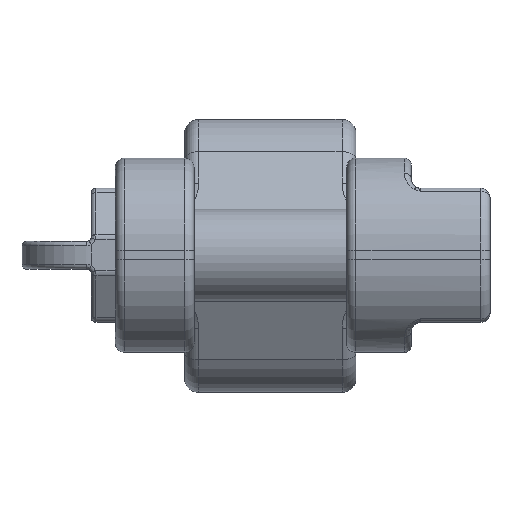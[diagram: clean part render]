
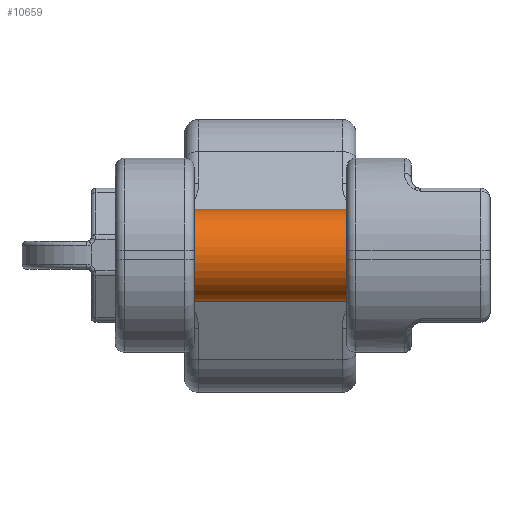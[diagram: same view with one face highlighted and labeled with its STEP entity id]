
A CAD part, top view. The second image highlights one B-rep face of the part: STEP entity #10659.
In plain terms, the highlighted cylindrical face has radius 10 mm (diameter 20 mm), a partial arc.
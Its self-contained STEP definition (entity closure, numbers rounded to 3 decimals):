
#1858=CARTESIAN_POINT('',(-16.5,0.,96.));
#1859=DIRECTION('',(1.,0.,0.));
#1860=DIRECTION('',(0.,1.,0.));
#1861=AXIS2_PLACEMENT_3D('',#1858,#1859,#1860);
#1923=DIRECTION('',(1.,0.,0.));
#1924=VECTOR('',#1923,33.);
#1925=CARTESIAN_POINT('',(-16.5,-10.,96.));
#1926=LINE('',#1925,#1924);
#1927=DIRECTION('',(1.,0.,0.));
#1928=VECTOR('',#1927,33.);
#1929=CARTESIAN_POINT('',(-16.5,10.,96.));
#1930=LINE('',#1929,#1928);
#1936=CARTESIAN_POINT('',(16.5,0.,96.));
#1937=DIRECTION('',(1.,0.,0.));
#1938=DIRECTION('',(0.,1.,0.));
#1939=AXIS2_PLACEMENT_3D('',#1936,#1937,#1938);
#6980=CARTESIAN_POINT('',(-16.5,-10.,96.));
#6981=CARTESIAN_POINT('',(-16.5,10.,96.));
#6982=VERTEX_POINT('',#6980);
#6983=VERTEX_POINT('',#6981);
#6984=CARTESIAN_POINT('',(16.5,-10.,96.));
#6985=CARTESIAN_POINT('',(16.5,10.,96.));
#6986=VERTEX_POINT('',#6984);
#6987=VERTEX_POINT('',#6985);
#10647=CARTESIAN_POINT('',(-16.5,0.,96.));
#10648=DIRECTION('',(1.,0.,0.));
#10649=DIRECTION('',(0.,-1.,0.));
#10650=AXIS2_PLACEMENT_3D('',#10647,#10648,#10649);
#10651=CYLINDRICAL_SURFACE('',#10650,10.);
#10652=ORIENTED_EDGE('',*,*,#10627,.F.);
#10653=ORIENTED_EDGE('',*,*,#10642,.T.);
#10655=ORIENTED_EDGE('',*,*,#10654,.T.);
#10656=ORIENTED_EDGE('',*,*,#10638,.F.);
#10657=EDGE_LOOP('',(#10652,#10653,#10655,#10656));
#10658=FACE_OUTER_BOUND('',#10657,.F.);
#10659=ADVANCED_FACE('',(#10658),#10651,.T.);
#1862=CIRCLE('',#1861,10.);
#1940=CIRCLE('',#1939,10.);
#10627=EDGE_CURVE('',#6983,#6982,#1862,.T.);
#10638=EDGE_CURVE('',#6982,#6986,#1926,.T.);
#10642=EDGE_CURVE('',#6983,#6987,#1930,.T.);
#10654=EDGE_CURVE('',#6987,#6986,#1940,.T.);
